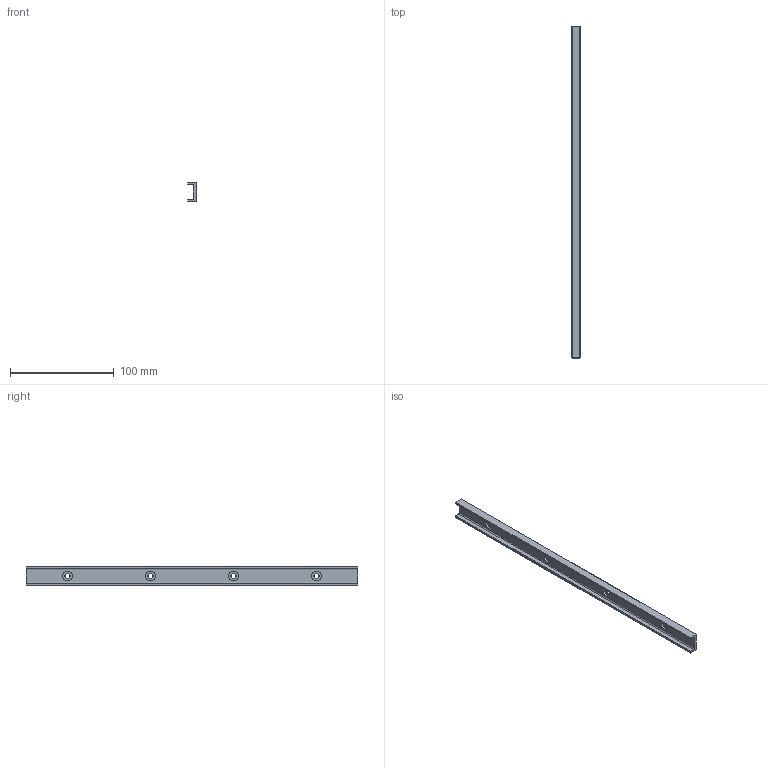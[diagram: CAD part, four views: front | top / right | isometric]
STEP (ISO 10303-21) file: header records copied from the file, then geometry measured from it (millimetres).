
FILE_DESCRIPTION( ( 'Unknown' ), '1' );
FILE_NAME( 'LCU18-0320C.stp', 'Unknown', ( 'Unknown' ), ( 'Unknown' ), 'PSStep 13.0', 'Unknown', ' ' );
FILE_SCHEMA( ( 'AUTOMOTIVE_DESIGN { 1 0 10303 214 1 1 1 1 }' ) );
Length unit declared in the file: millimetre
Products named in the file (1): 1
Bounding box: 8.25 x 320 x 18 mm (x, y, z)
Volume: 22574.4 mm3; surface area: 20043.1 mm2
Topology: 1 solids, 1 shells, 30 faces, 76 edges, 52 vertices
Faces by surface type: cylinder 16, plane 14
Full cylindrical faces by diameter (mm): 5 x4, 9.5 x4
Entity records: 1120 total; most frequent: DIRECTION 158, CARTESIAN_POINT 143, ORIENTED_EDGE 128, EDGE_CURVE 64, AXIS2_PLACEMENT_3D 63, EDGE_LOOP 50, VERTEX_POINT 48, FACE_OUTER_BOUND 38
